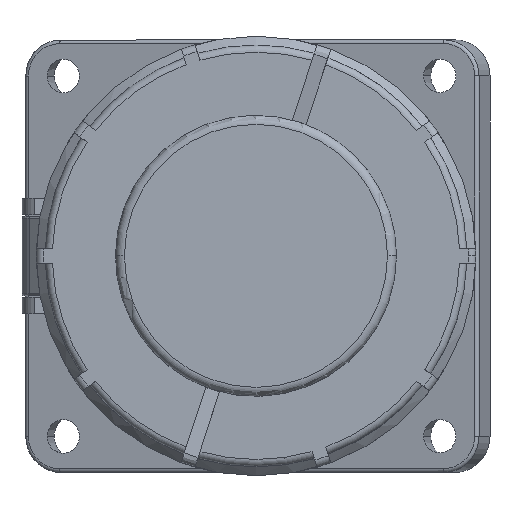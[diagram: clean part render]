
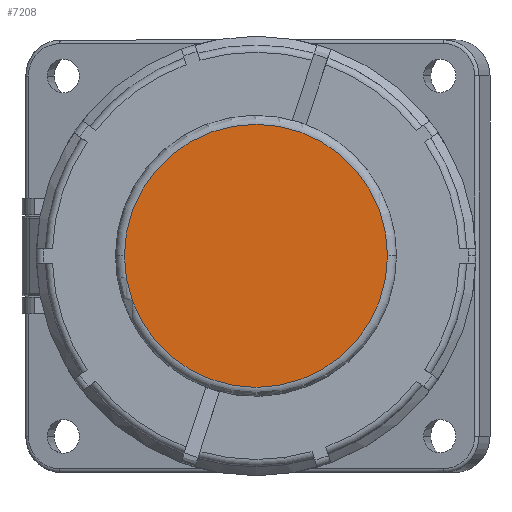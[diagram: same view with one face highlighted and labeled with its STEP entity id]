
A CAD part, top view. The second image highlights one B-rep face of the part: STEP entity #7208.
In plain terms, the highlighted planar face has unit normal (-0.002, 0, 1).
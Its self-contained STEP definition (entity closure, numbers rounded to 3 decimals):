
#615 = DIRECTION ( 'NONE',  ( -1., 0., -0.002 ) ) ;
#1367 = AXIS2_PLACEMENT_3D ( 'NONE', #9471, #14011, #615 ) ;
#3143 = FACE_OUTER_BOUND ( 'NONE', #18047, .T. ) ;
#4789 = CIRCLE ( 'NONE', #1367, 36.5 ) ;
#5495 = EDGE_CURVE ( 'NONE', #13737, #8631, #4789, .T. ) ;
#5752 = DIRECTION ( 'NONE',  ( -1., 0., -0.002 ) ) ;
#7180 = AXIS2_PLACEMENT_3D ( 'NONE', #11326, #18656, #9734 ) ;
#7208 = ADVANCED_FACE ( 'NONE', ( #3143 ), #11813, .T. ) ;
#8352 = CIRCLE ( 'NONE', #7180, 36.5 ) ;
#8631 = VERTEX_POINT ( 'NONE', #17446 ) ;
#9471 = CARTESIAN_POINT ( 'NONE',  ( 71.339, 76.037, 137.175 ) ) ;
#9734 = DIRECTION ( 'NONE',  ( -1., 0., -0.002 ) ) ;
#10804 = CARTESIAN_POINT ( 'NONE',  ( 34.839, 76.037, 137.114 ) ) ;
#11256 = EDGE_CURVE ( 'NONE', #8631, #13737, #8352, .T. ) ;
#11326 = CARTESIAN_POINT ( 'NONE',  ( 71.339, 76.037, 137.175 ) ) ;
#11813 = PLANE ( 'NONE',  #18253 ) ;
#13158 = DIRECTION ( 'NONE',  ( -0.002, 0., 1. ) ) ;
#13737 = VERTEX_POINT ( 'NONE', #10804 ) ;
#13822 = ORIENTED_EDGE ( 'NONE', *, *, #11256, .T. ) ;
#14011 = DIRECTION ( 'NONE',  ( -0.002, 0., 1. ) ) ;
#14784 = ORIENTED_EDGE ( 'NONE', *, *, #5495, .T. ) ;
#16259 = CARTESIAN_POINT ( 'NONE',  ( 71.339, 76.037, 137.175 ) ) ;
#17446 = CARTESIAN_POINT ( 'NONE',  ( 107.839, 76.037, 137.235 ) ) ;
#18047 = EDGE_LOOP ( 'NONE', ( #14784, #13822 ) ) ;
#18253 = AXIS2_PLACEMENT_3D ( 'NONE', #16259, #13158, #5752 ) ;
#18656 = DIRECTION ( 'NONE',  ( -0.002, 0., 1. ) ) ;
